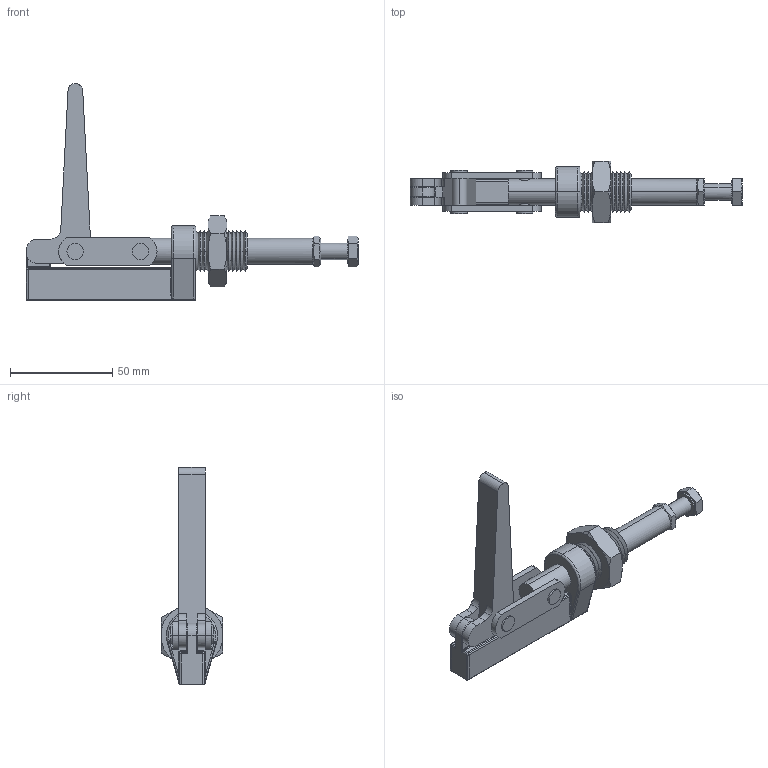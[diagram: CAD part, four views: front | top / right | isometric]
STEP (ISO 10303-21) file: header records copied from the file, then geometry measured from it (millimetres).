
FILE_DESCRIPTION(('CATIA V5 STEP Exchange'),'2;1');
FILE_NAME('SCHUBSTANGENSPANNER_TS_P_410_NM_357883.stp','2018-08-16T12:02:15+00:00',('none'),('none'),'CATIA Version 5 Release 19 SP 9 (IN-10)','CATIA V5 STEP AP214','none');
FILE_SCHEMA(('AUTOMOTIVE_DESIGN { 1 0 10303 214 1 1 1 1 }'));
Length unit declared in the file: millimetre
Products named in the file (1): SCHUBSTANGENSPANNER_TS_P_410_NM_357883
Bounding box: 162.15 x 30 x 106 mm (x, y, z)
Volume: 61538.9 mm3; surface area: 22735.8 mm2
Topology: 2 solids, 5 shells, 286 faces, 756 edges, 485 vertices
Faces by surface type: cylinder 104, cone 78, plane 64, bspline 24, torus 14, sphere 2
Entity records: 9450 total; most frequent: CARTESIAN_POINT 2963, ORIENTED_EDGE 1508, DIRECTION 1037, EDGE_CURVE 754, AXIS2_PLACEMENT_3D 515, VERTEX_POINT 485, EDGE_LOOP 305, ADVANCED_FACE 286
